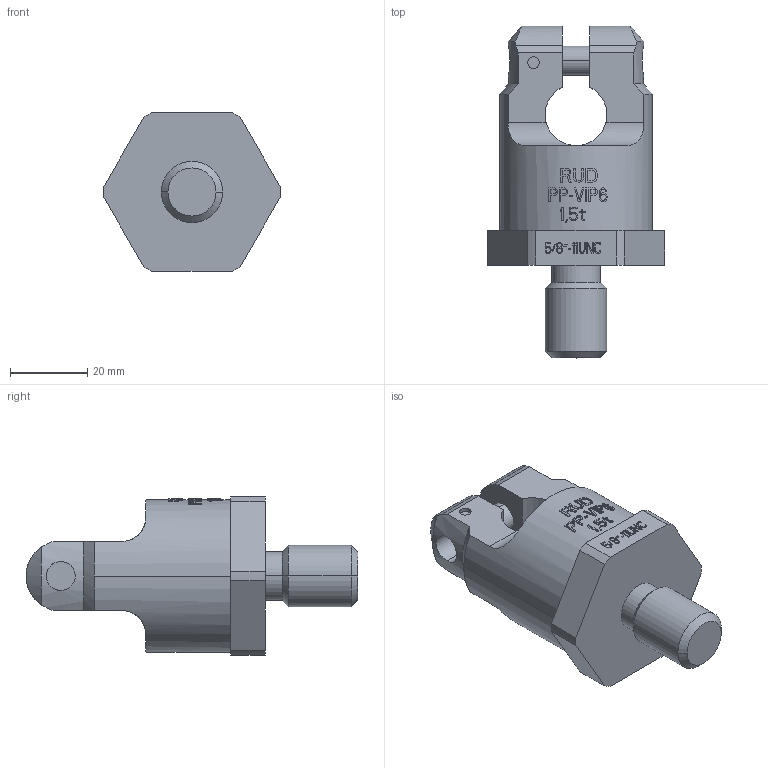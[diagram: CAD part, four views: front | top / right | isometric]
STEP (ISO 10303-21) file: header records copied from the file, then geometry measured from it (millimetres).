
FILE_DESCRIPTION((''),'2;1');
FILE_NAME('4PP-VIP6-1_5T-5_8Z','2005-01-19T',('jakubetz'),(''),'PRO/ENGINEER BY PARAMETRIC TECHNOLOGY CORPORATION, 2001400','PRO/ENGINEER BY PARAMETRIC TECHNOLOGY CORPORATION, 2001400','');
FILE_SCHEMA(('CONFIG_CONTROL_DESIGN'));
Length unit declared in the file: millimetre
Products named in the file (1): 4PP-VIP6-1_5T-5_8Z
Bounding box: 45.99 x 86 x 41 mm (x, y, z)
Volume: 57861.5 mm3; surface area: 14267.7 mm2
Topology: 2 solids, 2 shells, 605 faces, 1681 edges, 1118 vertices
Faces by surface type: plane 546, cylinder 51, cone 8
Entity records: 19804 total; most frequent: CARTESIAN_POINT 4845, ORIENTED_EDGE 3362, DIRECTION 2675, EDGE_CURVE 1681, VERTEX_POINT 1118, VECTOR 1113, LINE 1113, AXIS2_PLACEMENT_3D 781
